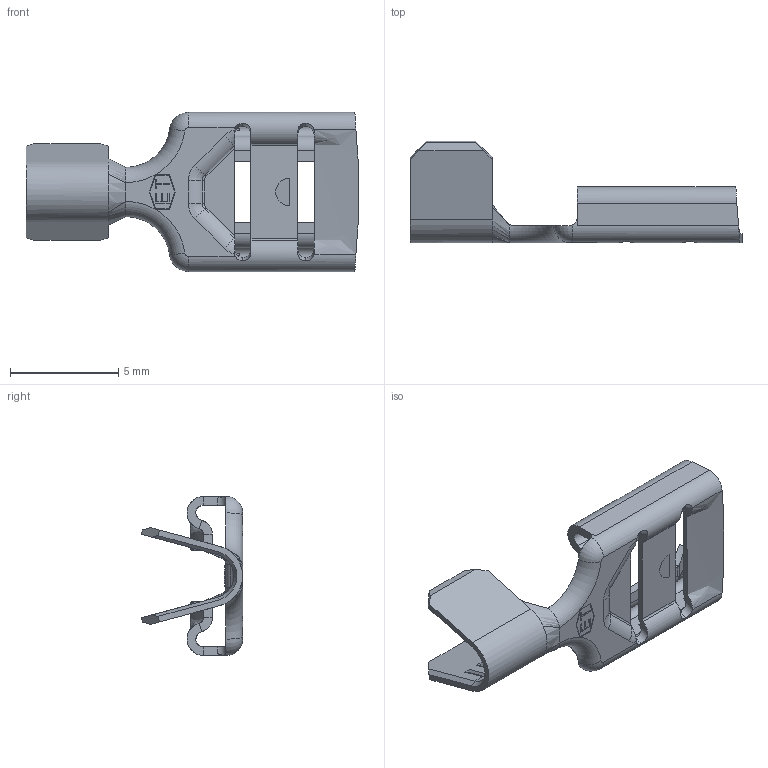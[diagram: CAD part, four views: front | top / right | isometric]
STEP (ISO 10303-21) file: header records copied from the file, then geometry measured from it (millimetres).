
FILE_DESCRIPTION (( 'STEP AP203' ), '1' );
FILE_NAME ('07662.STEP', '2015-01-28T19:45:53', ( '' ), ( '' ), 'SwSTEP 2.0', 'SolidWorks 2014', '' );
FILE_SCHEMA (( 'CONFIG_CONTROL_DESIGN' ));
Length unit declared in the file: inch
Products named in the file (1): 07662
Bounding box: 15.37 x 4.7 x 7.37 mm (x, y, z)
Volume: 64.6 mm3; surface area: 364.6 mm2
Topology: 1 solids, 1 shells, 275 faces, 761 edges, 489 vertices
Faces by surface type: plane 141, cylinder 58, bspline 37, torus 30, cone 9
Entity records: 10244 total; most frequent: CARTESIAN_POINT 3502, ORIENTED_EDGE 1522, DIRECTION 1224, EDGE_CURVE 761, VERTEX_POINT 489, VECTOR 416, LINE 416, AXIS2_PLACEMENT_3D 404
